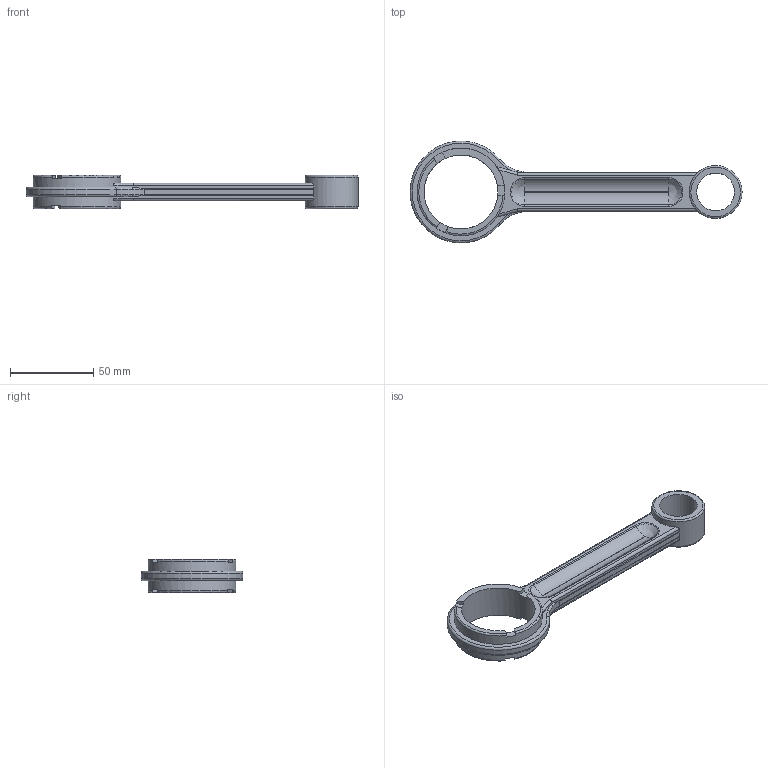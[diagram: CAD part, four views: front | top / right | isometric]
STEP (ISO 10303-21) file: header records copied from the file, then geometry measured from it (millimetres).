
FILE_DESCRIPTION(/* description */ (''),/* implementation_level */ '2;1');
FILE_NAME(/* name */ 'Royal Enfield Connecting Rod .step',/* time_stamp */ '2020-11-03T21:01:00+06:00',/* author */ (''),/* organization */ (''),/* preprocessor_version */ 'ST-DEVELOPER v18.1',/* originating_system */ 'Autodesk Translation Framework v9.3.0.1241',/* authorisation */ '');
FILE_SCHEMA (('AUTOMOTIVE_DESIGN { 1 0 10303 214 3 1 1 }'));
Length unit declared in the file: millimetre
Products named in the file (1): Open Ended
Bounding box: 199.81 x 61.37 x 20 mm (x, y, z)
Volume: 43203.2 mm3; surface area: 20096.5 mm2
Topology: 1 solids, 1 shells, 95 faces, 258 edges, 165 vertices
Faces by surface type: plane 42, cylinder 28, torus 21, bspline 4
Full cylindrical faces by diameter (mm): 22.72 x1, 31.75 x1, 44.5 x1, 52.8 x2
Entity records: 3921 total; most frequent: CARTESIAN_POINT 1480, ORIENTED_EDGE 516, DIRECTION 504, EDGE_CURVE 258, AXIS2_PLACEMENT_3D 196, VERTEX_POINT 165, LINE 112, VECTOR 112
